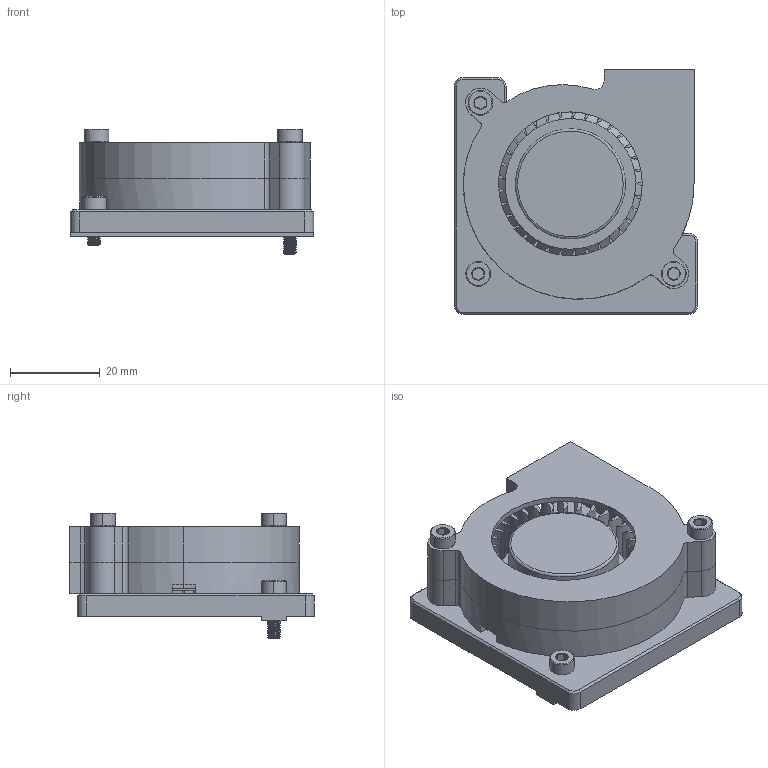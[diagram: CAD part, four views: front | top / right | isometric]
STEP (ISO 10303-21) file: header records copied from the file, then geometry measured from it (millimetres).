
FILE_DESCRIPTION(/* description */ (''),/* implementation_level */ '2;1');
FILE_NAME(/* name */ '5015 Bed Fan Mount v1.step',/* time_stamp */ '2021-08-20T15:51:00-04:00',/* author */ (''),/* organization */ (''),/* preprocessor_version */ 'ST-DEVELOPER v18.1',/* originating_system */ 'Autodesk Translation Framework v10.9.0.1377',/* authorisation */ '');
FILE_SCHEMA (('AUTOMOTIVE_DESIGN { 1 0 10303 214 3 1 1 }'));
Products named in the file (10): 5015 Bed Fan Mount; 5015 Fan (1); turbine (1) (1); top (1) (1); bottom (1) (1); Mounting Plate; M3 Threaded Insert (2); M3x25 SHCS; M3x20 SHCS; M3x8 SHCS (1)
Assembly tree (9 placements, depth 3):
  5015 Bed Fan Mount
    5015 Fan (1)
      turbine (1) (1)
      top (1) (1)
      bottom (1) (1)
    Mounting Plate
    M3 Threaded Insert (2)
    M3x25 SHCS
    M3x20 SHCS
    M3x8 SHCS (1)
Bounding box: 54.1 x 54.4 x 28 mm (x, y, z)
Volume: 16113.2 mm3; surface area: 24488.1 mm2
Topology: 9 solids, 9 shells, 968 faces, 2645 edges, 1716 vertices
Faces by surface type: cylinder 584, plane 200, cone 97, bspline 85, torus 2
Full cylindrical faces by diameter (mm): 2.9 x1, 3.3 x2, 4.2 x1, 4.25 x1, 4.5 x4, 4.6 x1, 4.7 x1, 5 x1, 5.65 x2, 22.8 x1, 24.5 x1, 32 x1
Entity records: 42185 total; most frequent: CARTESIAN_POINT 19653, ORIENTED_EDGE 5290, DIRECTION 4184, EDGE_CURVE 2645, VERTEX_POINT 1716, AXIS2_PLACEMENT_3D 1636, EDGE_LOOP 1011, FACE_OUTER_BOUND 968
